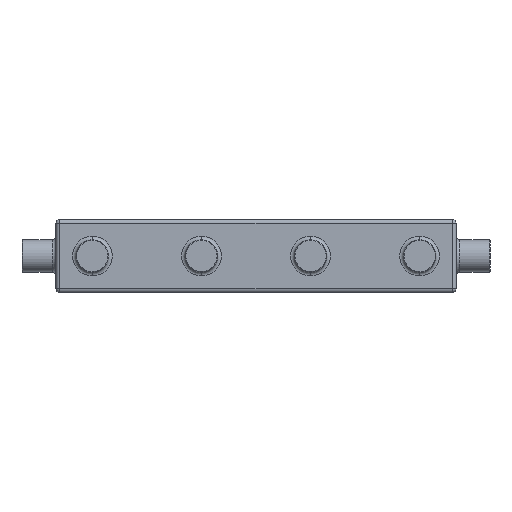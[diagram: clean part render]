
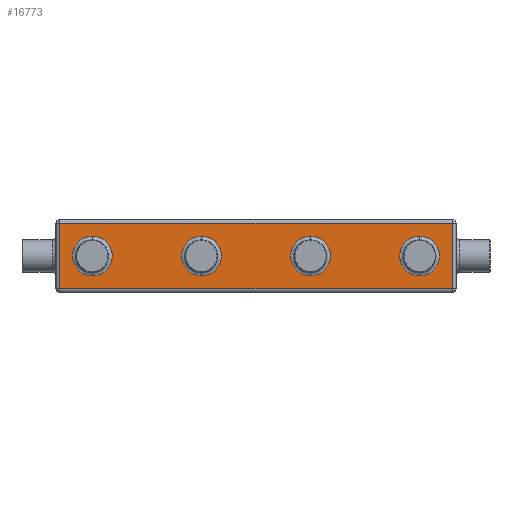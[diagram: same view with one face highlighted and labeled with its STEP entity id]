
A CAD part, front view. The second image highlights one B-rep face of the part: STEP entity #16773.
In plain terms, the highlighted planar face has unit normal (0, -1, 0).
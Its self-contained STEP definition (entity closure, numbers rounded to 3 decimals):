
#91 = AXIS2_PLACEMENT_3D ( 'NONE', #6439, #19271, #22785 ) ;
#218 = EDGE_CURVE ( 'NONE', #11277, #9622, #15566, .T. ) ;
#555 = DIRECTION ( 'NONE',  ( 0., 0., -1. ) ) ;
#651 = ORIENTED_EDGE ( 'NONE', *, *, #9720, .T. ) ;
#1084 = ORIENTED_EDGE ( 'NONE', *, *, #19015, .T. ) ;
#1349 = VERTEX_POINT ( 'NONE', #15197 ) ;
#1620 = FACE_BOUND ( 'NONE', #3099, .T. ) ;
#1802 = ORIENTED_EDGE ( 'NONE', *, *, #17663, .T. ) ;
#1940 = DIRECTION ( 'NONE',  ( 0., 1., 0. ) ) ;
#2048 = CARTESIAN_POINT ( 'NONE',  ( 162., -65., 27. ) ) ;
#2435 = ORIENTED_EDGE ( 'NONE', *, *, #12983, .T. ) ;
#2776 = CARTESIAN_POINT ( 'NONE',  ( -135., -65., 0. ) ) ;
#3099 = EDGE_LOOP ( 'NONE', ( #1802, #2435 ) ) ;
#3164 = AXIS2_PLACEMENT_3D ( 'NONE', #19549, #15925, #14011 ) ;
#3174 = CARTESIAN_POINT ( 'NONE',  ( -165., -65., -30. ) ) ;
#3205 = CARTESIAN_POINT ( 'NONE',  ( -165., -65., 27. ) ) ;
#3317 = VERTEX_POINT ( 'NONE', #11585 ) ;
#3503 = CIRCLE ( 'NONE', #3164, 16.4 ) ;
#3686 = CARTESIAN_POINT ( 'NONE',  ( 135., -65., 0. ) ) ;
#3768 = DIRECTION ( 'NONE',  ( 0., 1., 0. ) ) ;
#3866 = AXIS2_PLACEMENT_3D ( 'NONE', #8131, #17406, #15286 ) ;
#3990 = CARTESIAN_POINT ( 'NONE',  ( 45., -65., 16.4 ) ) ;
#4193 = VECTOR ( 'NONE', #12199, 1000. ) ;
#4357 = CARTESIAN_POINT ( 'NONE',  ( -162., -65., -30. ) ) ;
#4619 = DIRECTION ( 'NONE',  ( 0., 0., -1. ) ) ;
#4838 = CARTESIAN_POINT ( 'NONE',  ( -135., -65., 16.4 ) ) ;
#5015 = DIRECTION ( 'NONE',  ( 0., -1., 0. ) ) ;
#5296 = EDGE_CURVE ( 'NONE', #19550, #7833, #22774, .T. ) ;
#5418 = ORIENTED_EDGE ( 'NONE', *, *, #5296, .T. ) ;
#5482 = EDGE_CURVE ( 'NONE', #9622, #11277, #22475, .T. ) ;
#5731 = CARTESIAN_POINT ( 'NONE',  ( -162., -65., 27. ) ) ;
#5836 = DIRECTION ( 'NONE',  ( 0., 1., 0. ) ) ;
#5840 = EDGE_CURVE ( 'NONE', #21761, #1349, #3503, .T. ) ;
#6439 = CARTESIAN_POINT ( 'NONE',  ( -45., -65., 0. ) ) ;
#6891 = ORIENTED_EDGE ( 'NONE', *, *, #218, .T. ) ;
#7320 = FACE_OUTER_BOUND ( 'NONE', #12977, .T. ) ;
#7784 = EDGE_CURVE ( 'NONE', #20931, #3317, #21516, .T. ) ;
#7833 = VERTEX_POINT ( 'NONE', #15368 ) ;
#8131 = CARTESIAN_POINT ( 'NONE',  ( 135., -65., 0. ) ) ;
#8548 = AXIS2_PLACEMENT_3D ( 'NONE', #8985, #1940, #18220 ) ;
#8739 = CARTESIAN_POINT ( 'NONE',  ( -135., -65., 0. ) ) ;
#8985 = CARTESIAN_POINT ( 'NONE',  ( -45., -65., 0. ) ) ;
#9368 = ORIENTED_EDGE ( 'NONE', *, *, #13886, .T. ) ;
#9622 = VERTEX_POINT ( 'NONE', #10012 ) ;
#9623 = FACE_BOUND ( 'NONE', #18764, .T. ) ;
#9647 = LINE ( 'NONE', #3205, #4193 ) ;
#9720 = EDGE_CURVE ( 'NONE', #7833, #19550, #20897, .T. ) ;
#9737 = CIRCLE ( 'NONE', #22949, 16.4 ) ;
#9744 = VECTOR ( 'NONE', #18020, 1000. ) ;
#10012 = CARTESIAN_POINT ( 'NONE',  ( -45., -65., 16.4 ) ) ;
#10485 = DIRECTION ( 'NONE',  ( 0., 0., -1. ) ) ;
#10560 = AXIS2_PLACEMENT_3D ( 'NONE', #2776, #15616, #4619 ) ;
#10565 = VERTEX_POINT ( 'NONE', #16451 ) ;
#10620 = AXIS2_PLACEMENT_3D ( 'NONE', #3174, #5015, #10485 ) ;
#10684 = ORIENTED_EDGE ( 'NONE', *, *, #7784, .T. ) ;
#10713 = VERTEX_POINT ( 'NONE', #2048 ) ;
#10790 = FACE_BOUND ( 'NONE', #22525, .T. ) ;
#11256 = AXIS2_PLACEMENT_3D ( 'NONE', #3686, #3768, #16603 ) ;
#11277 = VERTEX_POINT ( 'NONE', #22556 ) ;
#11585 = CARTESIAN_POINT ( 'NONE',  ( 162., -65., -27. ) ) ;
#12199 = DIRECTION ( 'NONE',  ( -1., 0., 0. ) ) ;
#12616 = ORIENTED_EDGE ( 'NONE', *, *, #20949, .T. ) ;
#12776 = ORIENTED_EDGE ( 'NONE', *, *, #5482, .T. ) ;
#12800 = VERTEX_POINT ( 'NONE', #5731 ) ;
#12977 = EDGE_LOOP ( 'NONE', ( #1084, #10684, #12616, #23179 ) ) ;
#12983 = EDGE_CURVE ( 'NONE', #10565, #20649, #23520, .T. ) ;
#13886 = EDGE_CURVE ( 'NONE', #1349, #21761, #9737, .T. ) ;
#14011 = DIRECTION ( 'NONE',  ( 0., 0., -1. ) ) ;
#14444 = DIRECTION ( 'NONE',  ( 0., 1., 0. ) ) ;
#14597 = ORIENTED_EDGE ( 'NONE', *, *, #5840, .T. ) ;
#15072 = AXIS2_PLACEMENT_3D ( 'NONE', #8739, #14444, #23728 ) ;
#15197 = CARTESIAN_POINT ( 'NONE',  ( 45., -65., -16.4 ) ) ;
#15286 = DIRECTION ( 'NONE',  ( 0., 0., -1. ) ) ;
#15368 = CARTESIAN_POINT ( 'NONE',  ( -135., -65., -16.4 ) ) ;
#15566 = CIRCLE ( 'NONE', #91, 16.4 ) ;
#15605 = CARTESIAN_POINT ( 'NONE',  ( -165., -65., -27. ) ) ;
#15616 = DIRECTION ( 'NONE',  ( 0., 1., 0. ) ) ;
#15925 = DIRECTION ( 'NONE',  ( 0., 1., 0. ) ) ;
#16224 = FACE_BOUND ( 'NONE', #18339, .T. ) ;
#16268 = EDGE_CURVE ( 'NONE', #10713, #12800, #9647, .T. ) ;
#16317 = CARTESIAN_POINT ( 'NONE',  ( 162., -65., -30. ) ) ;
#16451 = CARTESIAN_POINT ( 'NONE',  ( 135., -65., 16.4 ) ) ;
#16603 = DIRECTION ( 'NONE',  ( 0., 0., -1. ) ) ;
#16773 = ADVANCED_FACE ( 'NONE', ( #16224, #9623, #10790, #1620, #7320 ), #19701, .T. ) ;
#16809 = CARTESIAN_POINT ( 'NONE',  ( 45., -65., 0. ) ) ;
#17343 = DIRECTION ( 'NONE',  ( 1., 0., 0. ) ) ;
#17406 = DIRECTION ( 'NONE',  ( 0., 1., 0. ) ) ;
#17484 = VECTOR ( 'NONE', #555, 1000. ) ;
#17663 = EDGE_CURVE ( 'NONE', #20649, #10565, #22791, .T. ) ;
#18020 = DIRECTION ( 'NONE',  ( 0., 0., 1. ) ) ;
#18220 = DIRECTION ( 'NONE',  ( 0., 0., -1. ) ) ;
#18339 = EDGE_LOOP ( 'NONE', ( #651, #5418 ) ) ;
#18764 = EDGE_LOOP ( 'NONE', ( #6891, #12776 ) ) ;
#19015 = EDGE_CURVE ( 'NONE', #12800, #20931, #19526, .T. ) ;
#19225 = VECTOR ( 'NONE', #17343, 1000. ) ;
#19271 = DIRECTION ( 'NONE',  ( 0., 1., 0. ) ) ;
#19526 = LINE ( 'NONE', #4357, #17484 ) ;
#19549 = CARTESIAN_POINT ( 'NONE',  ( 45., -65., 0. ) ) ;
#19550 = VERTEX_POINT ( 'NONE', #4838 ) ;
#19701 = PLANE ( 'NONE',  #10620 ) ;
#20279 = CARTESIAN_POINT ( 'NONE',  ( 135., -65., -16.4 ) ) ;
#20516 = DIRECTION ( 'NONE',  ( 0., 0., -1. ) ) ;
#20649 = VERTEX_POINT ( 'NONE', #20279 ) ;
#20897 = CIRCLE ( 'NONE', #15072, 16.4 ) ;
#20931 = VERTEX_POINT ( 'NONE', #21777 ) ;
#20949 = EDGE_CURVE ( 'NONE', #3317, #10713, #22089, .T. ) ;
#21516 = LINE ( 'NONE', #15605, #19225 ) ;
#21761 = VERTEX_POINT ( 'NONE', #3990 ) ;
#21777 = CARTESIAN_POINT ( 'NONE',  ( -162., -65., -27. ) ) ;
#22089 = LINE ( 'NONE', #16317, #9744 ) ;
#22475 = CIRCLE ( 'NONE', #8548, 16.4 ) ;
#22525 = EDGE_LOOP ( 'NONE', ( #9368, #14597 ) ) ;
#22556 = CARTESIAN_POINT ( 'NONE',  ( -45., -65., -16.4 ) ) ;
#22774 = CIRCLE ( 'NONE', #10560, 16.4 ) ;
#22785 = DIRECTION ( 'NONE',  ( 0., 0., -1. ) ) ;
#22791 = CIRCLE ( 'NONE', #11256, 16.4 ) ;
#22949 = AXIS2_PLACEMENT_3D ( 'NONE', #16809, #5836, #20516 ) ;
#23179 = ORIENTED_EDGE ( 'NONE', *, *, #16268, .T. ) ;
#23520 = CIRCLE ( 'NONE', #3866, 16.4 ) ;
#23728 = DIRECTION ( 'NONE',  ( 0., 0., -1. ) ) ;
